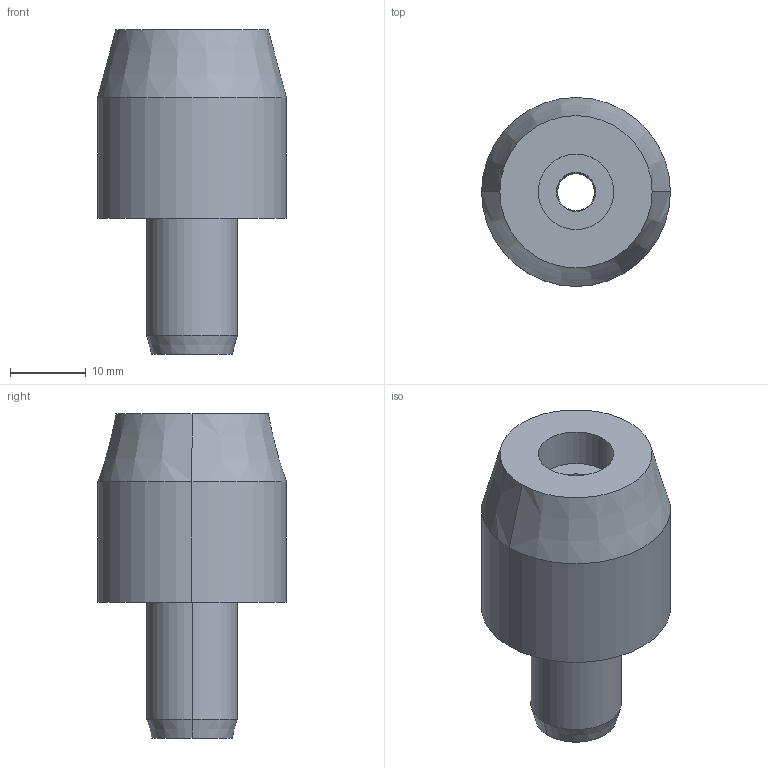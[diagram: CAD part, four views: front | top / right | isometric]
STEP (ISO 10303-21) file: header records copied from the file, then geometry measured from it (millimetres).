
FILE_DESCRIPTION(('STEP AP214'),'1');
FILE_NAME(' ',' ',('TraceParts'),('TraceParts S.A.'),'XStep 1.0',' ',' ');
FILE_SCHEMA(('automotive_design'));
Length unit declared in the file: millimetre
Products named in the file (1): 1
Bounding box: 25 x 25 x 43 mm (x, y, z)
Volume: 12312.1 mm3; surface area: 4110.6 mm2
Topology: 1 solids, 1 shells, 23 faces, 46 edges, 28 vertices
Faces by surface type: cylinder 10, cone 8, plane 5
Entity records: 1178 total; most frequent: DIRECTION 122, CARTESIAN_POINT 98, STYLED_ITEM 97, PRESENTATION_STYLE_ASSIGNMENT 97, COLOUR_RGB 97, ORIENTED_EDGE 92, AXIS2_PLACEMENT_3D 52, EDGE_CURVE 46
